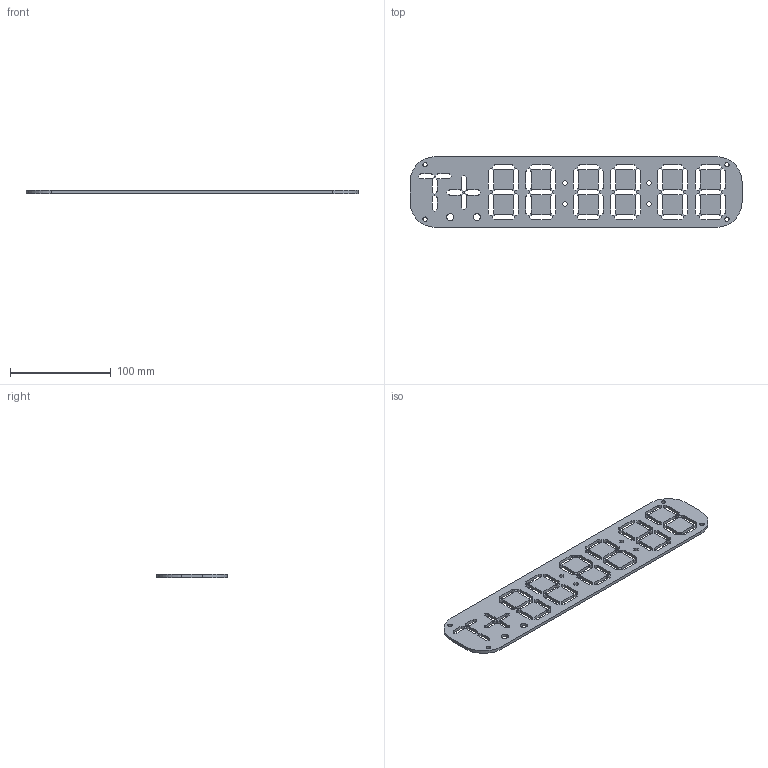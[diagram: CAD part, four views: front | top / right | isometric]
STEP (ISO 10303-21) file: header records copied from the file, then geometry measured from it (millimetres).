
FILE_DESCRIPTION(/* description */ (''),/* implementation_level */ '2;1');
FILE_NAME(/* name */ 'Clock Face Black Acrylic.stp',/* time_stamp */ '2020-07-18T22:00:08+01:00',/* author */ ('dech3'),/* organization */ (''),/* preprocessor_version */ 'ST-DEVELOPER v18.1',/* originating_system */ 'Autodesk Inventor 2021',/* authorisation */ '');
FILE_SCHEMA (('AUTOMOTIVE_DESIGN { 1 0 10303 214 3 1 1 }'));
Length unit declared in the file: millimetre
Products named in the file (1): Clock Face Black Acrylic
Bounding box: 330 x 70 x 3 mm (x, y, z)
Volume: 52766.2 mm3; surface area: 44939.5 mm2
Topology: 1 solids, 1 shells, 648 faces, 1938 edges, 1292 vertices
Faces by surface type: plane 438, cylinder 210
Full cylindrical faces by diameter (mm): 4.3 x4, 7 x2
Entity records: 22700 total; most frequent: CARTESIAN_POINT 3879, ORIENTED_EDGE 3876, DIRECTION 3656, EDGE_CURVE 1938, LINE 1518, VECTOR 1518, VERTEX_POINT 1292, AXIS2_PLACEMENT_3D 1069
